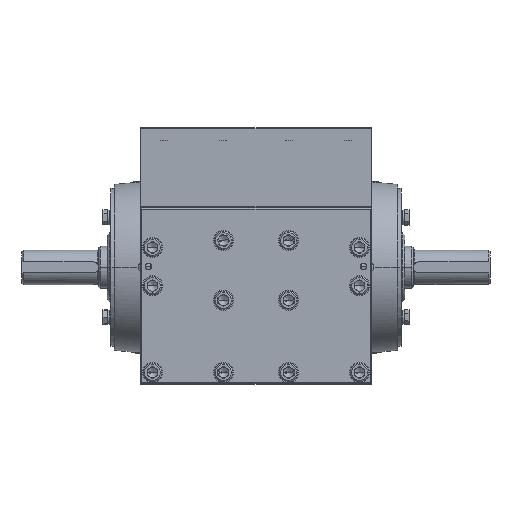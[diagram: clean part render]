
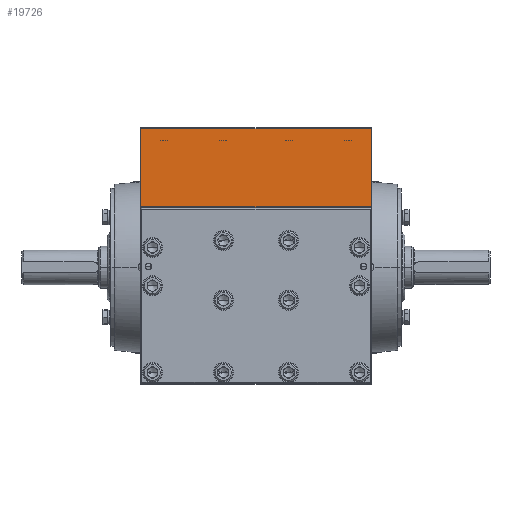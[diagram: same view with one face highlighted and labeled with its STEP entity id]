
A CAD part, top view. The second image highlights one B-rep face of the part: STEP entity #19726.
In plain terms, the highlighted planar face has unit normal (0, 0, 1).
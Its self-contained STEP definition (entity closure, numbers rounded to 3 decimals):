
#1267 = EDGE_LOOP ( 'NONE', ( #66973, #57366, #68905, #66863 ) ) ;
#2151 = CARTESIAN_POINT ( 'NONE',  ( 5.906, 7.126, 22.807 ) ) ;
#6711 = LINE ( 'NONE', #47876, #14763 ) ;
#8074 = FACE_OUTER_BOUND ( 'NONE', #1267, .T. ) ;
#12441 = VECTOR ( 'NONE', #47111, 39.37 ) ;
#14527 = EDGE_CURVE ( 'NONE', #29993, #49254, #6711, .T. ) ;
#14763 = VECTOR ( 'NONE', #55115, 39.37 ) ;
#19726 = ADVANCED_FACE ( 'NONE', ( #8074 ), #19986, .F. ) ;
#19986 = PLANE ( 'NONE',  #60586 ) ;
#20604 = DIRECTION ( 'NONE',  ( 1., 0., 0. ) ) ;
#25602 = VECTOR ( 'NONE', #20604, 39.37 ) ;
#28819 = LINE ( 'NONE', #2151, #53516 ) ;
#29506 = DIRECTION ( 'NONE',  ( 0., 1., 0. ) ) ;
#29993 = VERTEX_POINT ( 'NONE', #40164 ) ;
#37790 = LINE ( 'NONE', #42002, #25602 ) ;
#40164 = CARTESIAN_POINT ( 'NONE',  ( 5.906, 7.087, 22.807 ) ) ;
#40762 = VERTEX_POINT ( 'NONE', #52217 ) ;
#42002 = CARTESIAN_POINT ( 'NONE',  ( 5.945, 3.071, 22.807 ) ) ;
#46314 = DIRECTION ( 'NONE',  ( 0., 0., -1. ) ) ;
#47111 = DIRECTION ( 'NONE',  ( 0., -1., 0. ) ) ;
#47876 = CARTESIAN_POINT ( 'NONE',  ( 5.945, 7.087, 22.807 ) ) ;
#49254 = VERTEX_POINT ( 'NONE', #68942 ) ;
#50386 = CARTESIAN_POINT ( 'NONE',  ( 5.906, 3.071, 22.807 ) ) ;
#52217 = CARTESIAN_POINT ( 'NONE',  ( -5.906, 3.071, 22.807 ) ) ;
#53516 = VECTOR ( 'NONE', #29506, 39.37 ) ;
#55115 = DIRECTION ( 'NONE',  ( -1., 0., 0. ) ) ;
#56843 = CARTESIAN_POINT ( 'NONE',  ( 5.945, 7.126, 22.807 ) ) ;
#57284 = LINE ( 'NONE', #63578, #12441 ) ;
#57366 = ORIENTED_EDGE ( 'NONE', *, *, #14527, .T. ) ;
#60586 = AXIS2_PLACEMENT_3D ( 'NONE', #56843, #46314, #61407 ) ;
#61407 = DIRECTION ( 'NONE',  ( 0., 1., 0. ) ) ;
#63578 = CARTESIAN_POINT ( 'NONE',  ( -5.906, 7.126, 22.807 ) ) ;
#64602 = EDGE_CURVE ( 'NONE', #49254, #40762, #57284, .T. ) ;
#65730 = EDGE_CURVE ( 'NONE', #67424, #29993, #28819, .T. ) ;
#66863 = ORIENTED_EDGE ( 'NONE', *, *, #67291, .T. ) ;
#66973 = ORIENTED_EDGE ( 'NONE', *, *, #65730, .T. ) ;
#67291 = EDGE_CURVE ( 'NONE', #40762, #67424, #37790, .T. ) ;
#67424 = VERTEX_POINT ( 'NONE', #50386 ) ;
#68905 = ORIENTED_EDGE ( 'NONE', *, *, #64602, .T. ) ;
#68942 = CARTESIAN_POINT ( 'NONE',  ( -5.906, 7.087, 22.807 ) ) ;
